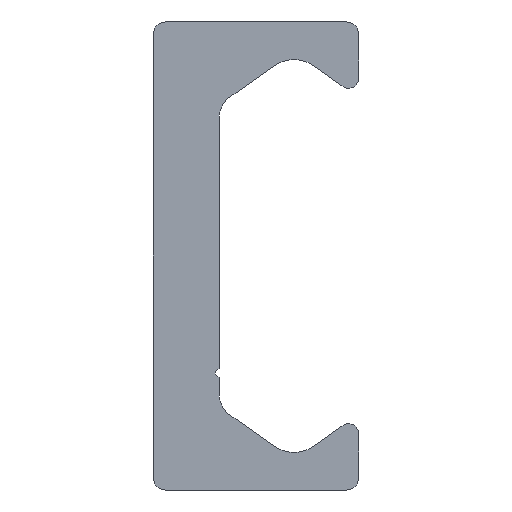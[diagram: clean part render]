
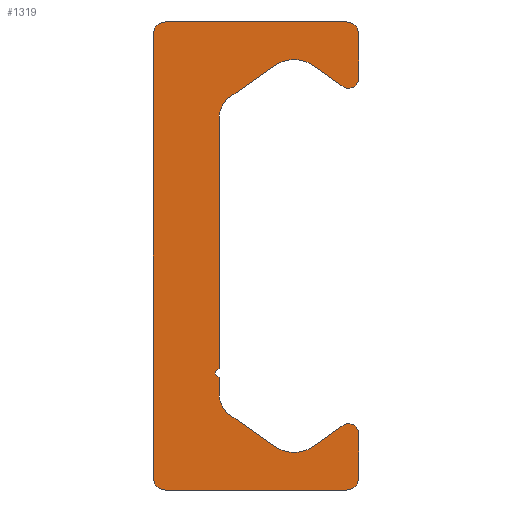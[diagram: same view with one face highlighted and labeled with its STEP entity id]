
A CAD part, left-side view. The second image highlights one B-rep face of the part: STEP entity #1319.
In plain terms, the highlighted planar face has unit normal (-1, 0, 0).
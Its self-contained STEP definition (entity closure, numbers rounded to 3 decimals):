
#560=CARTESIAN_POINT('',(0.0,5.4,-14.));
#561=VERTEX_POINT('',#560);
#568=CARTESIAN_POINT('',(0.0,6.15,-13.25));
#569=VERTEX_POINT('',#568);
#570=CARTESIAN_POINT('',(0.0,5.4,-13.25));
#571=DIRECTION('',(1.0,0.0,0.0));
#572=DIRECTION('',(0.0,0.0,-1.0));
#573=AXIS2_PLACEMENT_3D('',#570,#571,#572);
#574=CIRCLE('',#573,0.75);
#575=EDGE_CURVE('',#561,#569,#574,.T.);
#599=CARTESIAN_POINT('',(0.0,-5.4,-14.));
#600=VERTEX_POINT('',#599);
#607=CARTESIAN_POINT('',(0.0,-5.4,-14.));
#608=DIRECTION('',(0.0,1.0,0.0));
#609=VECTOR('',#608,10.8);
#610=LINE('',#607,#609);
#611=EDGE_CURVE('',#600,#561,#610,.T.);
#631=CARTESIAN_POINT('',(0.0,-6.15,-13.25));
#632=VERTEX_POINT('',#631);
#639=CARTESIAN_POINT('',(0.0,-5.4,-13.25));
#640=DIRECTION('',(1.0,0.0,0.0));
#641=DIRECTION('',(0.0,-1.0,0.0));
#642=AXIS2_PLACEMENT_3D('',#639,#640,#641);
#643=CIRCLE('',#642,0.75);
#644=EDGE_CURVE('',#632,#600,#643,.T.);
#663=CARTESIAN_POINT('',(0.0,-6.15,-10.63));
#664=VERTEX_POINT('',#663);
#671=CARTESIAN_POINT('',(0.0,-6.15,-10.63));
#672=DIRECTION('',(0.0,0.0,-1.0));
#673=VECTOR('',#672,2.62);
#674=LINE('',#671,#673);
#675=EDGE_CURVE('',#664,#632,#674,.T.);
#695=CARTESIAN_POINT('',(0.0,-5.206,-10.139));
#696=VERTEX_POINT('',#695);
#703=CARTESIAN_POINT('',(0.0,-5.55,-10.63));
#704=DIRECTION('',(1.0,0.0,0.0));
#705=DIRECTION('',(0.0,0.574,0.819));
#706=AXIS2_PLACEMENT_3D('',#703,#704,#705);
#707=CIRCLE('',#706,0.6);
#708=EDGE_CURVE('',#696,#664,#707,.T.);
#727=CARTESIAN_POINT('',(0.0,-3.417,-11.391));
#728=VERTEX_POINT('',#727);
#735=CARTESIAN_POINT('',(0.0,-3.417,-11.391));
#736=DIRECTION('',(0.0,-0.819,0.574));
#737=VECTOR('',#736,2.184);
#738=LINE('',#735,#737);
#739=EDGE_CURVE('',#728,#696,#738,.T.);
#759=CARTESIAN_POINT('',(0.0,-1.123,-11.391));
#760=VERTEX_POINT('',#759);
#767=CARTESIAN_POINT('',(0.0,-2.27,-9.753));
#768=DIRECTION('',(-1.0,0.0,0.0));
#769=DIRECTION('',(0.0,0.574,0.819));
#770=AXIS2_PLACEMENT_3D('',#767,#768,#769);
#771=CIRCLE('',#770,2.0);
#772=EDGE_CURVE('',#760,#728,#771,.T.);
#791=CARTESIAN_POINT('',(0.0,1.56,-9.512));
#792=VERTEX_POINT('',#791);
#799=CARTESIAN_POINT('',(0.0,1.56,-9.512));
#800=DIRECTION('',(0.0,-0.819,-0.574));
#801=VECTOR('',#800,3.276);
#802=LINE('',#799,#801);
#803=EDGE_CURVE('',#792,#760,#802,.T.);
#823=CARTESIAN_POINT('',(0.0,2.2,-8.283));
#824=VERTEX_POINT('',#823);
#831=CARTESIAN_POINT('',(0.0,0.7,-8.283));
#832=DIRECTION('',(-1.0,0.0,0.0));
#833=DIRECTION('',(0.0,-0.574,0.819));
#834=AXIS2_PLACEMENT_3D('',#831,#832,#833);
#835=CIRCLE('',#834,1.5);
#836=EDGE_CURVE('',#824,#792,#835,.T.);
#855=CARTESIAN_POINT('',(0.0,2.2,-7.25));
#856=VERTEX_POINT('',#855);
#863=CARTESIAN_POINT('',(0.0,2.2,-7.25));
#864=DIRECTION('',(0.0,0.0,-1.0));
#865=VECTOR('',#864,1.033);
#866=LINE('',#863,#865);
#867=EDGE_CURVE('',#856,#824,#866,.T.);
#887=CARTESIAN_POINT('',(0.0,2.2,-6.75));
#888=VERTEX_POINT('',#887);
#895=CARTESIAN_POINT('',(0.0,2.2,-7.));
#896=DIRECTION('',(-1.0,0.0,0.0));
#897=DIRECTION('',(0.0,0.0,1.0));
#898=AXIS2_PLACEMENT_3D('',#895,#896,#897);
#899=CIRCLE('',#898,0.25);
#900=EDGE_CURVE('',#888,#856,#899,.T.);
#919=CARTESIAN_POINT('',(0.0,2.2,8.283));
#920=VERTEX_POINT('',#919);
#927=CARTESIAN_POINT('',(0.0,2.2,8.283));
#928=DIRECTION('',(0.0,0.0,-1.0));
#929=VECTOR('',#928,15.033);
#930=LINE('',#927,#929);
#931=EDGE_CURVE('',#920,#888,#930,.T.);
#972=CARTESIAN_POINT('',(0.0,1.56,9.512));
#973=VERTEX_POINT('',#972);
#980=CARTESIAN_POINT('',(0.0,0.7,8.283));
#981=DIRECTION('',(-1.0,0.0,0.0));
#982=DIRECTION('',(0.0,-1.0,0.0));
#983=AXIS2_PLACEMENT_3D('',#980,#981,#982);
#984=CIRCLE('',#983,1.5);
#985=EDGE_CURVE('',#973,#920,#984,.T.);
#1004=CARTESIAN_POINT('',(0.0,-1.123,11.391));
#1005=VERTEX_POINT('',#1004);
#1012=CARTESIAN_POINT('',(0.0,-1.123,11.391));
#1013=DIRECTION('',(0.0,0.819,-0.574));
#1014=VECTOR('',#1013,3.276);
#1015=LINE('',#1012,#1014);
#1016=EDGE_CURVE('',#1005,#973,#1015,.T.);
#1036=CARTESIAN_POINT('',(0.0,-3.417,11.391));
#1037=VERTEX_POINT('',#1036);
#1044=CARTESIAN_POINT('',(0.0,-2.27,9.753));
#1045=DIRECTION('',(-1.0,0.0,0.0));
#1046=DIRECTION('',(0.0,-0.574,-0.819));
#1047=AXIS2_PLACEMENT_3D('',#1044,#1045,#1046);
#1048=CIRCLE('',#1047,2.0);
#1049=EDGE_CURVE('',#1037,#1005,#1048,.T.);
#1068=CARTESIAN_POINT('',(0.0,-5.206,10.139));
#1069=VERTEX_POINT('',#1068);
#1076=CARTESIAN_POINT('',(0.0,-5.206,10.139));
#1077=DIRECTION('',(0.0,0.819,0.574));
#1078=VECTOR('',#1077,2.184);
#1079=LINE('',#1076,#1078);
#1080=EDGE_CURVE('',#1069,#1037,#1079,.T.);
#1100=CARTESIAN_POINT('',(0.0,-6.15,10.63));
#1101=VERTEX_POINT('',#1100);
#1108=CARTESIAN_POINT('',(0.0,-5.55,10.63));
#1109=DIRECTION('',(1.0,0.0,0.0));
#1110=DIRECTION('',(0.0,-1.0,0.0));
#1111=AXIS2_PLACEMENT_3D('',#1108,#1109,#1110);
#1112=CIRCLE('',#1111,0.6);
#1113=EDGE_CURVE('',#1101,#1069,#1112,.T.);
#1132=CARTESIAN_POINT('',(0.0,-6.15,13.25));
#1133=VERTEX_POINT('',#1132);
#1140=CARTESIAN_POINT('',(0.0,-6.15,13.25));
#1141=DIRECTION('',(0.0,0.0,-1.0));
#1142=VECTOR('',#1141,2.62);
#1143=LINE('',#1140,#1142);
#1144=EDGE_CURVE('',#1133,#1101,#1143,.T.);
#1164=CARTESIAN_POINT('',(0.0,-5.4,14.));
#1165=VERTEX_POINT('',#1164);
#1172=CARTESIAN_POINT('',(0.0,-5.4,13.25));
#1173=DIRECTION('',(1.0,0.0,0.0));
#1174=DIRECTION('',(0.0,0.0,1.0));
#1175=AXIS2_PLACEMENT_3D('',#1172,#1173,#1174);
#1176=CIRCLE('',#1175,0.75);
#1177=EDGE_CURVE('',#1165,#1133,#1176,.T.);
#1196=CARTESIAN_POINT('',(0.0,5.4,14.));
#1197=VERTEX_POINT('',#1196);
#1204=CARTESIAN_POINT('',(0.0,5.4,14.));
#1205=DIRECTION('',(0.0,-1.0,0.0));
#1206=VECTOR('',#1205,10.8);
#1207=LINE('',#1204,#1206);
#1208=EDGE_CURVE('',#1197,#1165,#1207,.T.);
#1228=CARTESIAN_POINT('',(0.0,6.15,13.25));
#1229=VERTEX_POINT('',#1228);
#1236=CARTESIAN_POINT('',(0.0,5.4,13.25));
#1237=DIRECTION('',(1.0,0.0,0.0));
#1238=DIRECTION('',(0.0,1.0,0.0));
#1239=AXIS2_PLACEMENT_3D('',#1236,#1237,#1238);
#1240=CIRCLE('',#1239,0.75);
#1241=EDGE_CURVE('',#1229,#1197,#1240,.T.);
#1259=CARTESIAN_POINT('',(0.0,6.15,-13.25));
#1260=DIRECTION('',(0.0,0.0,1.0));
#1261=VECTOR('',#1260,26.5);
#1262=LINE('',#1259,#1261);
#1263=EDGE_CURVE('',#569,#1229,#1262,.T.);
#1290=CARTESIAN_POINT('',(0.0,1.352,-0.021));
#1291=DIRECTION('',(1.0,0.0,0.0));
#1292=DIRECTION('',(0.0,0.0,-1.0));
#1293=AXIS2_PLACEMENT_3D('',#1290,#1291,#1292);
#1294=PLANE('',#1293);
#1295=ORIENTED_EDGE('',*,*,#1263,.F.);
#1296=ORIENTED_EDGE('',*,*,#575,.F.);
#1297=ORIENTED_EDGE('',*,*,#611,.F.);
#1298=ORIENTED_EDGE('',*,*,#644,.F.);
#1299=ORIENTED_EDGE('',*,*,#675,.F.);
#1300=ORIENTED_EDGE('',*,*,#708,.F.);
#1301=ORIENTED_EDGE('',*,*,#739,.F.);
#1302=ORIENTED_EDGE('',*,*,#772,.F.);
#1303=ORIENTED_EDGE('',*,*,#803,.F.);
#1304=ORIENTED_EDGE('',*,*,#836,.F.);
#1305=ORIENTED_EDGE('',*,*,#867,.F.);
#1306=ORIENTED_EDGE('',*,*,#900,.F.);
#1307=ORIENTED_EDGE('',*,*,#931,.F.);
#1308=ORIENTED_EDGE('',*,*,#985,.F.);
#1309=ORIENTED_EDGE('',*,*,#1016,.F.);
#1310=ORIENTED_EDGE('',*,*,#1049,.F.);
#1311=ORIENTED_EDGE('',*,*,#1080,.F.);
#1312=ORIENTED_EDGE('',*,*,#1113,.F.);
#1313=ORIENTED_EDGE('',*,*,#1144,.F.);
#1314=ORIENTED_EDGE('',*,*,#1177,.F.);
#1315=ORIENTED_EDGE('',*,*,#1208,.F.);
#1316=ORIENTED_EDGE('',*,*,#1241,.F.);
#1317=EDGE_LOOP('',(#1295,#1296,#1297,#1298,#1299,#1300,#1301,#1302,#1303,#1304,#1305,#1306,#1307,#1308,#1309,#1310,#1311,#1312,#1313,#1314,#1315,#1316));
#1318=FACE_OUTER_BOUND('',#1317,.T.);
#1319=ADVANCED_FACE('',(#1318),#1294,.F.);
